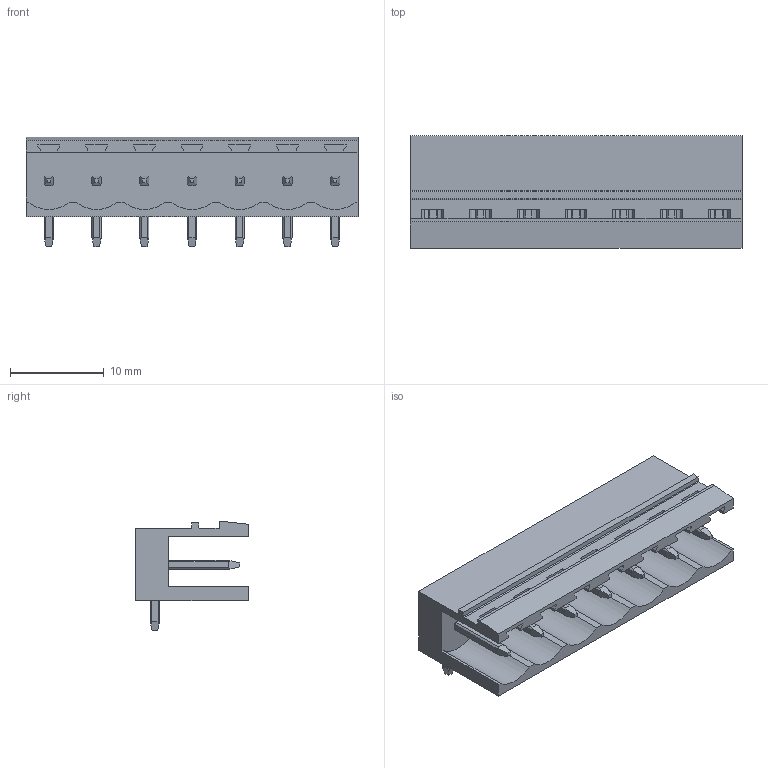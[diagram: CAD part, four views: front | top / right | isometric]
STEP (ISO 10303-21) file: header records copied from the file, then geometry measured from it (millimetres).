
FILE_DESCRIPTION(('CATIA V5 STEP Exchange','CAx-IF Rec.Pracs.--- Model Styling and Organization---1.2---2011-12-15'),'2;1');
FILE_NAME ('D1449363_0', '2018-10-27T03:48:19+00:00', ('none'), ('Weidmueller'), 'CATIA Version 5-6 Release 2014', 'CATIA V5 STEP AP214', 'none');
FILE_SCHEMA(('AUTOMOTIVE_DESIGN { 1 0 10303 214 1 1 1 1 }'));
Length unit declared in the file: millimetre
Products named in the file (1): 1155080000
Bounding box: 35.36 x 12 x 11.63 mm (x, y, z)
Volume: 1610.2 mm3; surface area: 2752.1 mm2
Topology: 8 solids, 8 shells, 355 faces, 989 edges, 636 vertices
Faces by surface type: plane 234, cylinder 121
Entity records: 10328 total; most frequent: CARTESIAN_POINT 2344, ORIENTED_EDGE 1978, DIRECTION 1131, EDGE_CURVE 983, VECTOR 689, LINE 689, VERTEX_POINT 628, EDGE_LOOP 369
